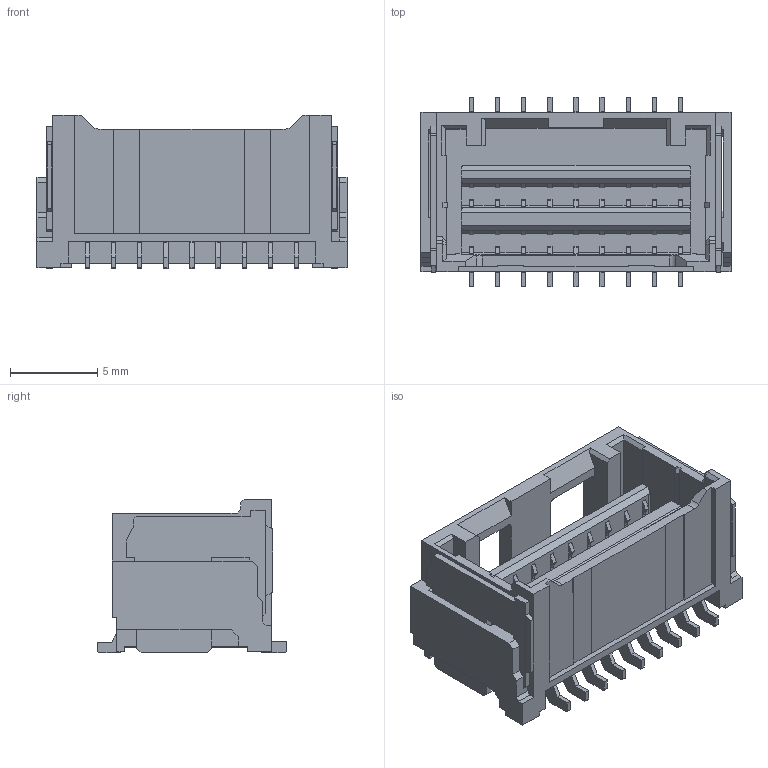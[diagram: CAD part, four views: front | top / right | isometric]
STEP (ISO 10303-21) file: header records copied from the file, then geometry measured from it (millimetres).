
FILE_DESCRIPTION((''),'2;1');
FILE_NAME('5031541890','2016-03-14T',('me'),(''),'PRO/ENGINEER BY PARAMETRIC TECHNOLOGY CORPORATION, 2012310','PRO/ENGINEER BY PARAMETRIC TECHNOLOGY CORPORATION, 2012310','');
FILE_SCHEMA(('CONFIG_CONTROL_DESIGN'));
Length unit declared in the file: millimetre
Products named in the file (1): 5031541890
Bounding box: 17.8 x 10.85 x 8.82 mm (x, y, z)
Volume: 693.1 mm3; surface area: 1344.4 mm2
Topology: 1 solids, 1 shells, 756 faces, 2311 edges, 1558 vertices
Faces by surface type: plane 657, cylinder 97, cone 2
Entity records: 25412 total; most frequent: CARTESIAN_POINT 4614, ORIENTED_EDGE 4462, DIRECTION 3993, EDGE_CURVE 2231, VECTOR 2115, LINE 2115, VERTEX_POINT 1478, AXIS2_PLACEMENT_3D 939
